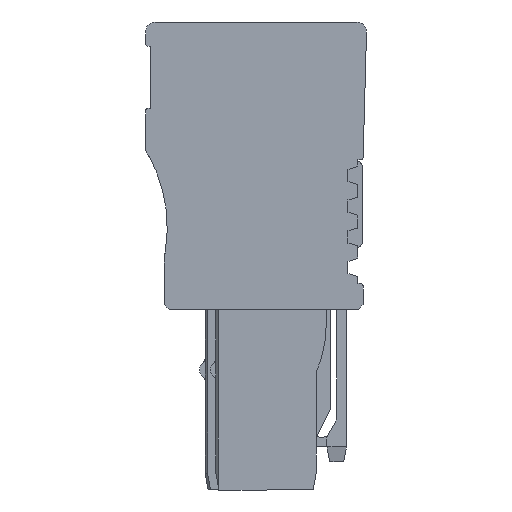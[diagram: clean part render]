
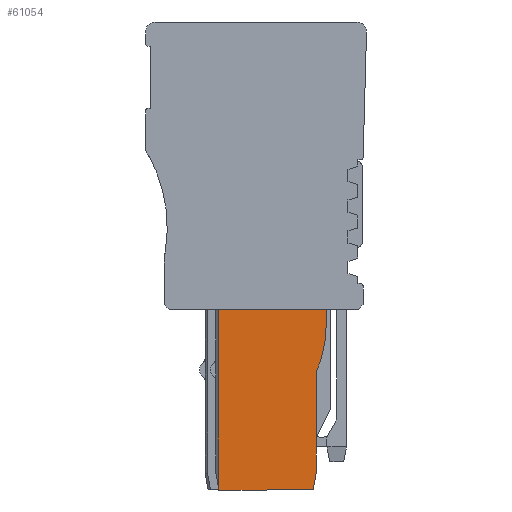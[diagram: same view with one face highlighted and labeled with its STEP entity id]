
A CAD part, left-side view. The second image highlights one B-rep face of the part: STEP entity #61054.
In plain terms, the highlighted planar face has unit normal (-1, 0, 0).
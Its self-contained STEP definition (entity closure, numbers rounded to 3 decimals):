
#58712=AXIS2_PLACEMENT_3D('Circle Axis2P3D',#58710,#58711,$) ;
#61030=AXIS2_PLACEMENT_3D('Plane Axis2P3D',#61027,#61028,#61029) ;
#57392=CARTESIAN_POINT('Vertex',(0.7,5.392,0.)) ;
#57395=CARTESIAN_POINT('Line Origine',(0.7,10.154,0.)) ;
#57399=CARTESIAN_POINT('Vertex',(0.7,14.917,0.)) ;
#58340=CARTESIAN_POINT('Line Origine',(0.7,14.967,9.267)) ;
#58344=CARTESIAN_POINT('Vertex',(0.7,14.967,18.25)) ;
#58346=CARTESIAN_POINT('Vertex',(0.7,14.967,0.284)) ;
#58392=CARTESIAN_POINT('Line Origine',(0.7,14.942,0.142)) ;
#58707=CARTESIAN_POINT('Vertex',(0.7,4.092,16.445)) ;
#58710=CARTESIAN_POINT('Axis2P3D Location',(0.7,15.092,16.492)) ;
#58714=CARTESIAN_POINT('Vertex',(0.7,5.092,11.91)) ;
#60560=CARTESIAN_POINT('Line Origine',(0.7,5.242,0.85)) ;
#60564=CARTESIAN_POINT('Vertex',(0.7,5.092,1.701)) ;
#60996=CARTESIAN_POINT('Line Origine',(0.7,5.092,6.805)) ;
#61027=CARTESIAN_POINT('Axis2P3D Location',(0.7,4.092,0.)) ;
#61032=CARTESIAN_POINT('Line Origine',(0.7,9.529,18.25)) ;
#61036=CARTESIAN_POINT('Vertex',(0.7,4.092,18.25)) ;
#61039=CARTESIAN_POINT('Line Origine',(0.7,4.092,17.348)) ;
#57396=DIRECTION('Vector Direction',(0.,-1.,0.)) ;
#58341=DIRECTION('Vector Direction',(0.,0.,-1.)) ;
#58393=DIRECTION('Vector Direction',(0.,0.174,0.985)) ;
#58711=DIRECTION('Axis2P3D Direction',(-1.,0.,0.)) ;
#60561=DIRECTION('Vector Direction',(0.,-0.174,0.985)) ;
#60997=DIRECTION('Vector Direction',(0.,0.,1.)) ;
#61028=DIRECTION('Axis2P3D Direction',(-1.,0.,0.)) ;
#61029=DIRECTION('Axis2P3D XDirection',(0.,1.,0.)) ;
#61033=DIRECTION('Vector Direction',(0.,1.,0.)) ;
#61040=DIRECTION('Vector Direction',(0.,0.,-1.)) ;
#57397=VECTOR('Line Direction',#57396,1.) ;
#58342=VECTOR('Line Direction',#58341,1.) ;
#58394=VECTOR('Line Direction',#58393,1.) ;
#60562=VECTOR('Line Direction',#60561,1.) ;
#60998=VECTOR('Line Direction',#60997,1.) ;
#61034=VECTOR('Line Direction',#61033,1.) ;
#61041=VECTOR('Line Direction',#61040,1.) ;
#61045=ORIENTED_EDGE('',*,*,#61038,.F.) ;
#61046=ORIENTED_EDGE('',*,*,#58348,.T.) ;
#61047=ORIENTED_EDGE('',*,*,#58396,.F.) ;
#61048=ORIENTED_EDGE('',*,*,#57401,.T.) ;
#61049=ORIENTED_EDGE('',*,*,#60566,.T.) ;
#61050=ORIENTED_EDGE('',*,*,#61000,.F.) ;
#61051=ORIENTED_EDGE('',*,*,#58716,.F.) ;
#61052=ORIENTED_EDGE('',*,*,#61043,.T.) ;
#61054=ADVANCED_FACE('GH_ZP4-1AN.1\\GH_ZP_M2NA_STA',(#61053),#61031,.T.) ;
#58713=CIRCLE('generated circle',#58712,11.) ;
#57401=EDGE_CURVE('',#57400,#57393,#57398,.T.) ;
#58348=EDGE_CURVE('',#58345,#58347,#58343,.T.) ;
#58396=EDGE_CURVE('',#57400,#58347,#58395,.T.) ;
#58716=EDGE_CURVE('',#58708,#58715,#58713,.F.) ;
#60566=EDGE_CURVE('',#57393,#60565,#60563,.T.) ;
#61000=EDGE_CURVE('',#58715,#60565,#60999,.F.) ;
#61038=EDGE_CURVE('',#58345,#61037,#61035,.F.) ;
#61043=EDGE_CURVE('',#58708,#61037,#61042,.F.) ;
#61044=EDGE_LOOP('',(#61045,#61046,#61047,#61048,#61049,#61050,#61051,#61052)) ;
#61053=FACE_OUTER_BOUND('',#61044,.T.) ;
#57398=LINE('Line',#57395,#57397) ;
#58343=LINE('Line',#58340,#58342) ;
#58395=LINE('Line',#58392,#58394) ;
#60563=LINE('Line',#60560,#60562) ;
#60999=LINE('Line',#60996,#60998) ;
#61035=LINE('Line',#61032,#61034) ;
#61042=LINE('Line',#61039,#61041) ;
#61031=PLANE('',#61030) ;
#57393=VERTEX_POINT('',#57392) ;
#57400=VERTEX_POINT('',#57399) ;
#58345=VERTEX_POINT('',#58344) ;
#58347=VERTEX_POINT('',#58346) ;
#58708=VERTEX_POINT('',#58707) ;
#58715=VERTEX_POINT('',#58714) ;
#60565=VERTEX_POINT('',#60564) ;
#61037=VERTEX_POINT('',#61036) ;
